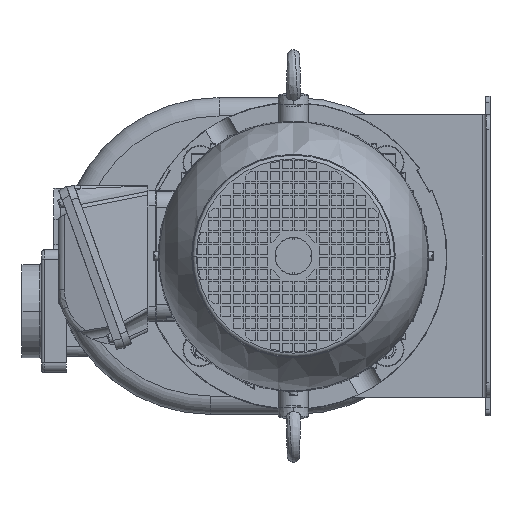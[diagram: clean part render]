
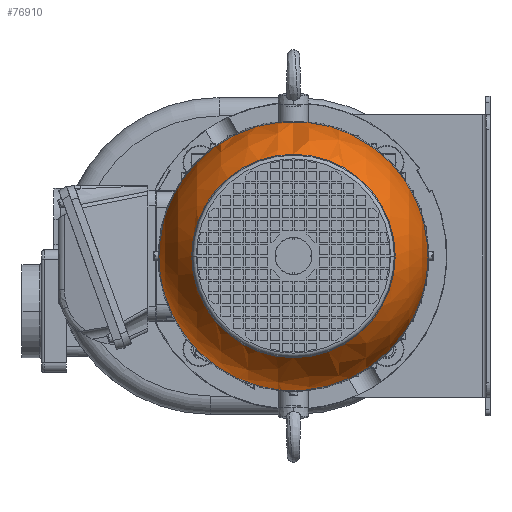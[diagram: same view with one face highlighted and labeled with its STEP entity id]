
A CAD part, left-side view. The second image highlights one B-rep face of the part: STEP entity #76910.
In plain terms, the highlighted spherical face has radius 109.545 mm.
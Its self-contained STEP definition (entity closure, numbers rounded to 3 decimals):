
#22804=CARTESIAN_POINT('',(-259.468,-11.079,
108.945));
#23326=CARTESIAN_POINT('',(-256.6,0.,108.945));
#23327=DIRECTION('',(0.,0.,1.));
#23328=DIRECTION('',(-0.251,0.968,0.));
#23329=AXIS2_PLACEMENT_3D('',#23326,#23327,#23328);
#23331=CARTESIAN_POINT('',(-259.468,0.,0.));
#23332=DIRECTION('',(1.,0.,0.));
#23333=DIRECTION('',(0.,-0.101,0.995));
#23334=AXIS2_PLACEMENT_3D('',#23331,#23332,#23333);
#23336=CARTESIAN_POINT('',(-328.284,0.,0.));
#23337=DIRECTION('',(-1.,0.,0.));
#23338=DIRECTION('',(0.,1.,0.));
#23339=AXIS2_PLACEMENT_3D('',#23336,#23337,#23338);
#23341=CARTESIAN_POINT('',(-328.284,0.,0.));
#23342=DIRECTION('',(-1.,0.,0.));
#23343=DIRECTION('',(0.,-1.,0.));
#23344=AXIS2_PLACEMENT_3D('',#23341,#23342,#23343);
#43813=VERTEX_POINT('',#22804);
#44048=CARTESIAN_POINT('',(-328.284,-82.833,
0.));
#44049=VERTEX_POINT('',#44048);
#44082=CARTESIAN_POINT('',(-328.284,82.833,
0.));
#44083=VERTEX_POINT('',#44082);
#45964=CARTESIAN_POINT('',(-259.468,11.079,
108.945));
#45965=VERTEX_POINT('',#45964);
#76895=CARTESIAN_POINT('',(-256.6,0.,0.));
#76896=DIRECTION('',(0.,-1.,0.));
#76897=DIRECTION('',(0.,0.,-1.));
#76898=AXIS2_PLACEMENT_3D('',#76895,#76896,#76897);
#76899=SPHERICAL_SURFACE('',#76898,109.545);
#76900=ORIENTED_EDGE('',*,*,#76890,.T.);
#76901=ORIENTED_EDGE('',*,*,#76809,.T.);
#76902=EDGE_LOOP('',(#76900,#76901));
#76903=FACE_OUTER_BOUND('',#76902,.F.);
#76905=ORIENTED_EDGE('',*,*,#76904,.T.);
#76907=ORIENTED_EDGE('',*,*,#76906,.T.);
#76908=EDGE_LOOP('',(#76905,#76907));
#76909=FACE_BOUND('',#76908,.F.);
#76910=ADVANCED_FACE('',(#76903,#76909),#76899,.T.);
#23330=CIRCLE('',#23329,11.444);
#23335=CIRCLE('',#23334,109.507);
#23340=CIRCLE('',#23339,82.833);
#23345=CIRCLE('',#23344,82.833);
#76809=EDGE_CURVE('',#43813,#45965,#23335,.T.);
#76890=EDGE_CURVE('',#45965,#43813,#23330,.T.);
#76904=EDGE_CURVE('',#44083,#44049,#23340,.T.);
#76906=EDGE_CURVE('',#44049,#44083,#23345,.T.);
